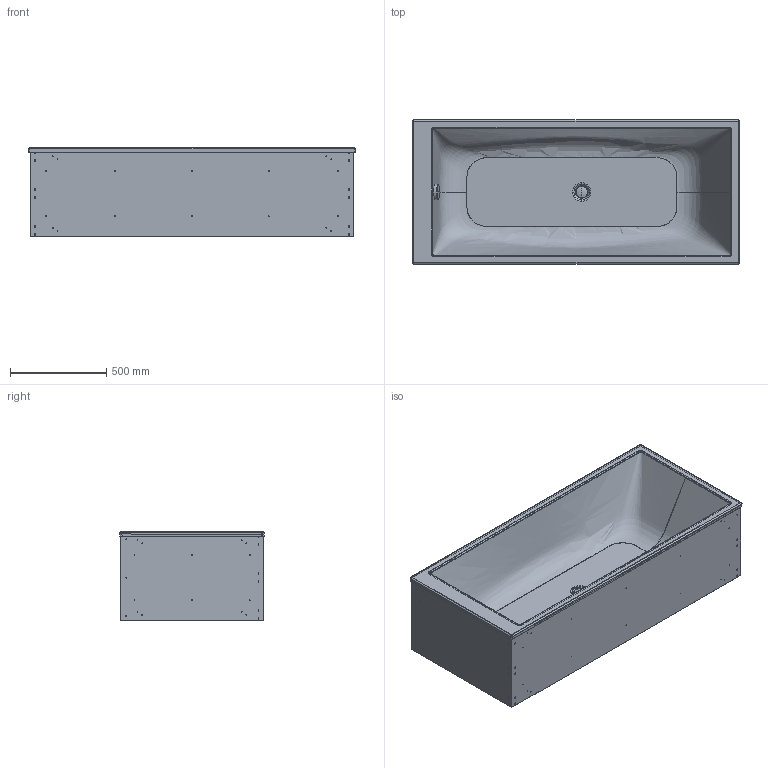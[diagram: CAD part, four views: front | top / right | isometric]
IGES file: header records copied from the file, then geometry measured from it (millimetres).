
Global section: file name: No Iges File Name specified; native system: Autodesk Inventor 2011; preprocessor: AutoDesk Inventor Iges Exporter R2011; author: Administrator; date: 20110526.110015; units: millimetre
Bounding box: 1700 x 750.02 x 461.95 mm (x, y, z)
Volume: 10713267.6 mm3; surface area: 7421368.7 mm2
Topology: 6 solids, 6 shells, 457 faces, 4640 edges, 4354 vertices
Faces by surface type: revolution 232, plane 147, bspline 36, cylinder 32, torus 8, cone 2
